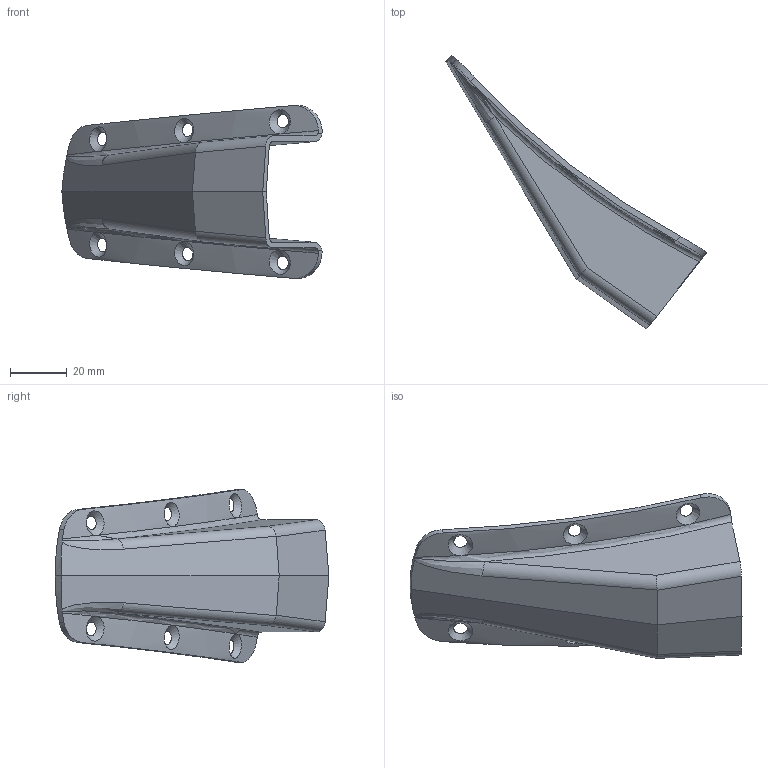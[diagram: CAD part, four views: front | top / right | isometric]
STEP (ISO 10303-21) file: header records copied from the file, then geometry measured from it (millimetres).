
FILE_DESCRIPTION(/* description */ ('Antenna housing'),/* implementation_level */ '2;1');
FILE_NAME(/* name */ 'INT-207-03-003.stp',/* time_stamp */ '2022-08-06T23:07:53+05:00',/* author */ ('Дом'),/* organization */ (''),/* preprocessor_version */ 'ST-DEVELOPER v19',/* originating_system */ 'Autodesk Inventor 2023',/* authorisation */ '');
FILE_SCHEMA (('AUTOMOTIVE_DESIGN { 1 0 10303 214 3 1 1 }'));
Length unit declared in the file: millimetre
Products named in the file (1): INT-207-03-003
Bounding box: 91.89 x 96.7 x 61.03 mm (x, y, z)
Volume: 18464.4 mm3; surface area: 19952.9 mm2
Topology: 2 solids, 2 shells, 60 faces, 178 edges, 118 vertices
Faces by surface type: cylinder 22, plane 20, cone 6, sphere 4, torus 4, bspline 4
Entity records: 3531 total; most frequent: CARTESIAN_POINT 1936, ORIENTED_EDGE 356, DIRECTION 288, EDGE_CURVE 178, VERTEX_POINT 118, AXIS2_PLACEMENT_3D 113, EDGE_LOOP 68, LINE 62
